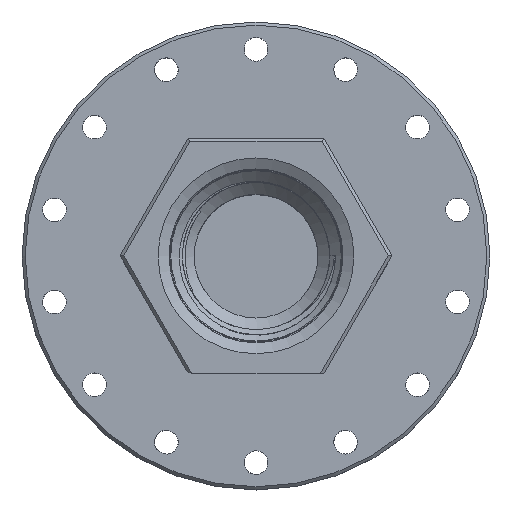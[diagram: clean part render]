
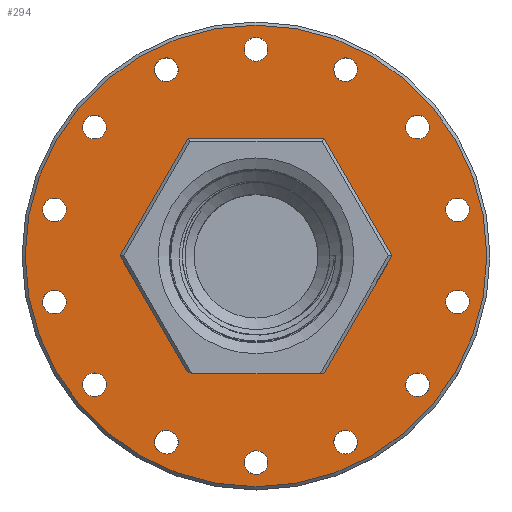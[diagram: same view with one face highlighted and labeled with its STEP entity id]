
A CAD part, top view. The second image highlights one B-rep face of the part: STEP entity #294.
In plain terms, the highlighted planar face has unit normal (0, 0, 1).
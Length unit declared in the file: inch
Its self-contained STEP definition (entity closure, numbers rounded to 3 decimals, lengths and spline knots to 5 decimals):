
#294=ADVANCED_FACE('',(#507,#508,#509,#510,#511,#512,#513,#514,#515,#516,
#517,#518,#519,#520,#521,#522),#411,.F.);
#411=PLANE('',#2142);
#433=LINE('',#2695,#470);
#434=LINE('',#2698,#471);
#435=LINE('',#2700,#472);
#436=LINE('',#2702,#473);
#437=LINE('',#2704,#474);
#438=LINE('',#2706,#475);
#439=LINE('',#2708,#476);
#470=VECTOR('',#2325,1.);
#471=VECTOR('',#2326,1.);
#472=VECTOR('',#2327,1.);
#473=VECTOR('',#2328,1.);
#474=VECTOR('',#2329,1.);
#475=VECTOR('',#2330,1.);
#476=VECTOR('',#2331,1.);
#507=FACE_BOUND('',#844,.T.);
#508=FACE_BOUND('',#845,.T.);
#509=FACE_BOUND('',#846,.T.);
#510=FACE_BOUND('',#847,.T.);
#511=FACE_BOUND('',#848,.T.);
#512=FACE_BOUND('',#849,.T.);
#513=FACE_BOUND('',#850,.T.);
#514=FACE_BOUND('',#851,.T.);
#515=FACE_BOUND('',#852,.T.);
#516=FACE_BOUND('',#853,.T.);
#517=FACE_BOUND('',#854,.T.);
#518=FACE_BOUND('',#855,.T.);
#519=FACE_BOUND('',#856,.T.);
#520=FACE_BOUND('',#857,.T.);
#521=FACE_BOUND('',#858,.T.);
#522=FACE_BOUND('',#859,.T.);
#844=EDGE_LOOP('',(#1205));
#845=EDGE_LOOP('',(#1206));
#846=EDGE_LOOP('',(#1207));
#847=EDGE_LOOP('',(#1208));
#848=EDGE_LOOP('',(#1209));
#849=EDGE_LOOP('',(#1210));
#850=EDGE_LOOP('',(#1211));
#851=EDGE_LOOP('',(#1212));
#852=EDGE_LOOP('',(#1213));
#853=EDGE_LOOP('',(#1214));
#854=EDGE_LOOP('',(#1215));
#855=EDGE_LOOP('',(#1216));
#856=EDGE_LOOP('',(#1217));
#857=EDGE_LOOP('',(#1218));
#858=EDGE_LOOP('',(#1219));
#859=EDGE_LOOP('',(#1220,#1221,#1222,#1223,#1224,#1225,#1226));
#1205=ORIENTED_EDGE('',*,*,#1852,.T.);
#1206=ORIENTED_EDGE('',*,*,#1853,.F.);
#1207=ORIENTED_EDGE('',*,*,#1854,.F.);
#1208=ORIENTED_EDGE('',*,*,#1855,.F.);
#1209=ORIENTED_EDGE('',*,*,#1856,.F.);
#1210=ORIENTED_EDGE('',*,*,#1857,.F.);
#1211=ORIENTED_EDGE('',*,*,#1858,.F.);
#1212=ORIENTED_EDGE('',*,*,#1859,.F.);
#1213=ORIENTED_EDGE('',*,*,#1860,.F.);
#1214=ORIENTED_EDGE('',*,*,#1861,.F.);
#1215=ORIENTED_EDGE('',*,*,#1862,.F.);
#1216=ORIENTED_EDGE('',*,*,#1863,.F.);
#1217=ORIENTED_EDGE('',*,*,#1864,.F.);
#1218=ORIENTED_EDGE('',*,*,#1865,.F.);
#1219=ORIENTED_EDGE('',*,*,#1866,.F.);
#1220=ORIENTED_EDGE('',*,*,#1867,.F.);
#1221=ORIENTED_EDGE('',*,*,#1868,.F.);
#1222=ORIENTED_EDGE('',*,*,#1869,.F.);
#1223=ORIENTED_EDGE('',*,*,#1870,.F.);
#1224=ORIENTED_EDGE('',*,*,#1871,.T.);
#1225=ORIENTED_EDGE('',*,*,#1872,.F.);
#1226=ORIENTED_EDGE('',*,*,#1873,.F.);
#1649=VERTEX_POINT('',#2666);
#1650=VERTEX_POINT('',#2668);
#1651=VERTEX_POINT('',#2670);
#1652=VERTEX_POINT('',#2672);
#1653=VERTEX_POINT('',#2674);
#1654=VERTEX_POINT('',#2676);
#1655=VERTEX_POINT('',#2678);
#1656=VERTEX_POINT('',#2680);
#1657=VERTEX_POINT('',#2682);
#1658=VERTEX_POINT('',#2684);
#1659=VERTEX_POINT('',#2686);
#1660=VERTEX_POINT('',#2688);
#1661=VERTEX_POINT('',#2690);
#1662=VERTEX_POINT('',#2692);
#1663=VERTEX_POINT('',#2694);
#1664=VERTEX_POINT('',#2696);
#1665=VERTEX_POINT('',#2697);
#1666=VERTEX_POINT('',#2699);
#1667=VERTEX_POINT('',#2701);
#1668=VERTEX_POINT('',#2703);
#1669=VERTEX_POINT('',#2705);
#1670=VERTEX_POINT('',#2707);
#1852=EDGE_CURVE('',#1649,#1649,#2074,.T.);
#1853=EDGE_CURVE('',#1650,#1650,#2075,.T.);
#1854=EDGE_CURVE('',#1651,#1651,#2076,.T.);
#1855=EDGE_CURVE('',#1652,#1652,#2077,.T.);
#1856=EDGE_CURVE('',#1653,#1653,#2078,.T.);
#1857=EDGE_CURVE('',#1654,#1654,#2079,.T.);
#1858=EDGE_CURVE('',#1655,#1655,#2080,.T.);
#1859=EDGE_CURVE('',#1656,#1656,#2081,.T.);
#1860=EDGE_CURVE('',#1657,#1657,#2082,.T.);
#1861=EDGE_CURVE('',#1658,#1658,#2083,.T.);
#1862=EDGE_CURVE('',#1659,#1659,#2084,.T.);
#1863=EDGE_CURVE('',#1660,#1660,#2085,.T.);
#1864=EDGE_CURVE('',#1661,#1661,#2086,.T.);
#1865=EDGE_CURVE('',#1662,#1662,#2087,.T.);
#1866=EDGE_CURVE('',#1663,#1663,#2088,.T.);
#1867=EDGE_CURVE('',#1664,#1665,#433,.T.);
#1868=EDGE_CURVE('',#1666,#1664,#434,.T.);
#1869=EDGE_CURVE('',#1667,#1666,#435,.T.);
#1870=EDGE_CURVE('',#1668,#1667,#436,.T.);
#1871=EDGE_CURVE('',#1668,#1669,#437,.T.);
#1872=EDGE_CURVE('',#1670,#1669,#438,.T.);
#1873=EDGE_CURVE('',#1665,#1670,#439,.T.);
#2074=CIRCLE('',#2127,1.455);
#2075=CIRCLE('',#2128,0.07475);
#2076=CIRCLE('',#2129,0.07475);
#2077=CIRCLE('',#2130,0.07475);
#2078=CIRCLE('',#2131,0.07475);
#2079=CIRCLE('',#2132,0.07475);
#2080=CIRCLE('',#2133,0.07475);
#2081=CIRCLE('',#2134,0.07475);
#2082=CIRCLE('',#2135,0.07475);
#2083=CIRCLE('',#2136,0.07475);
#2084=CIRCLE('',#2137,0.07475);
#2085=CIRCLE('',#2138,0.07475);
#2086=CIRCLE('',#2139,0.07475);
#2087=CIRCLE('',#2140,0.07475);
#2088=CIRCLE('',#2141,0.07475);
#2127=AXIS2_PLACEMENT_3D('',#2665,#2295,#2296);
#2128=AXIS2_PLACEMENT_3D('',#2667,#2297,#2298);
#2129=AXIS2_PLACEMENT_3D('',#2669,#2299,#2300);
#2130=AXIS2_PLACEMENT_3D('',#2671,#2301,#2302);
#2131=AXIS2_PLACEMENT_3D('',#2673,#2303,#2304);
#2132=AXIS2_PLACEMENT_3D('',#2675,#2305,#2306);
#2133=AXIS2_PLACEMENT_3D('',#2677,#2307,#2308);
#2134=AXIS2_PLACEMENT_3D('',#2679,#2309,#2310);
#2135=AXIS2_PLACEMENT_3D('',#2681,#2311,#2312);
#2136=AXIS2_PLACEMENT_3D('',#2683,#2313,#2314);
#2137=AXIS2_PLACEMENT_3D('',#2685,#2315,#2316);
#2138=AXIS2_PLACEMENT_3D('',#2687,#2317,#2318);
#2139=AXIS2_PLACEMENT_3D('',#2689,#2319,#2320);
#2140=AXIS2_PLACEMENT_3D('',#2691,#2321,#2322);
#2141=AXIS2_PLACEMENT_3D('',#2693,#2323,#2324);
#2142=AXIS2_PLACEMENT_3D('',#2709,#2332,#2333);
#2295=DIRECTION('',(0.,0.,1.));
#2296=DIRECTION('',(-1.,0.,0.));
#2297=DIRECTION('',(0.,0.,1.));
#2298=DIRECTION('',(0.309,-0.951,0.));
#2299=DIRECTION('',(0.,0.,1.));
#2300=DIRECTION('',(1.,0.,0.));
#2301=DIRECTION('',(0.,0.,1.));
#2302=DIRECTION('',(-0.309,-0.951,0.));
#2303=DIRECTION('',(0.,0.,1.));
#2304=DIRECTION('',(0.809,0.588,0.));
#2305=DIRECTION('',(0.,0.,1.));
#2306=DIRECTION('',(-0.707,-0.707,0.));
#2307=DIRECTION('',(0.,0.,1.));
#2308=DIRECTION('',(0.,-1.,0.));
#2309=DIRECTION('',(0.,0.,1.));
#2310=DIRECTION('',(0.809,-0.588,0.));
#2311=DIRECTION('',(0.,0.,1.));
#2312=DIRECTION('',(0.383,-0.924,0.));
#2313=DIRECTION('',(0.,0.,1.));
#2314=DIRECTION('',(-0.809,0.588,0.));
#2315=DIRECTION('',(0.,0.,1.));
#2316=DIRECTION('',(-0.309,0.951,0.));
#2317=DIRECTION('',(0.,0.,1.));
#2318=DIRECTION('',(0.309,0.951,0.));
#2319=DIRECTION('',(0.,0.,1.));
#2320=DIRECTION('',(-1.,0.,0.));
#2321=DIRECTION('',(0.,0.,1.));
#2322=DIRECTION('',(-0.809,-0.588,0.));
#2323=DIRECTION('',(0.,0.,1.));
#2324=DIRECTION('',(-0.383,-0.924,0.));
#2325=DIRECTION('',(-1.,0.,0.));
#2326=DIRECTION('',(-0.5,0.866,0.));
#2327=DIRECTION('',(0.5,0.866,0.));
#2328=DIRECTION('',(1.,0.,0.));
#2329=DIRECTION('',(-0.866,0.5,0.));
#2330=DIRECTION('',(0.5,-0.866,0.));
#2331=DIRECTION('',(-0.5,-0.866,0.));
#2332=DIRECTION('',(0.,0.,-1.));
#2333=DIRECTION('',(-1.,0.,0.));
#2665=CARTESIAN_POINT('',(0.,0.,11.22854));
#2666=CARTESIAN_POINT('',(-1.455,0.,11.22854));
#2667=CARTESIAN_POINT('',(0.56538,-1.17403,11.22854));
#2668=CARTESIAN_POINT('',(0.58848,-1.24512,11.22854));
#2669=CARTESIAN_POINT('',(0.,1.30307,11.22854));
#2670=CARTESIAN_POINT('',(0.07475,1.30307,11.22854));
#2671=CARTESIAN_POINT('',(0.,-1.30307,11.22854));
#2672=CARTESIAN_POINT('',(-0.0231,-1.37417,11.22854));
#2673=CARTESIAN_POINT('',(-0.56538,1.17403,11.22854));
#2674=CARTESIAN_POINT('',(-0.50491,1.21797,11.22854));
#2675=CARTESIAN_POINT('',(1.2704,-0.28996,11.22854));
#2676=CARTESIAN_POINT('',(1.21755,-0.34282,11.22854));
#2677=CARTESIAN_POINT('',(1.01879,0.81245,11.22854));
#2678=CARTESIAN_POINT('',(1.01879,0.7377,11.22854));
#2679=CARTESIAN_POINT('',(1.01879,-0.81245,11.22854));
#2680=CARTESIAN_POINT('',(1.07926,-0.85639,11.22854));
#2681=CARTESIAN_POINT('',(0.56538,1.17403,11.22854));
#2682=CARTESIAN_POINT('',(0.59399,1.10497,11.22854));
#2683=CARTESIAN_POINT('',(-1.2704,-0.28996,11.22854));
#2684=CARTESIAN_POINT('',(-1.33088,-0.24602,11.22854));
#2685=CARTESIAN_POINT('',(-1.2704,0.28996,11.22854));
#2686=CARTESIAN_POINT('',(-1.2935,0.36105,11.22854));
#2687=CARTESIAN_POINT('',(-1.01879,0.81245,11.22854));
#2688=CARTESIAN_POINT('',(-0.99569,0.88355,11.22854));
#2689=CARTESIAN_POINT('',(-1.01879,-0.81245,11.22854));
#2690=CARTESIAN_POINT('',(-1.09354,-0.81245,11.22854));
#2691=CARTESIAN_POINT('',(-0.56538,-1.17403,11.22854));
#2692=CARTESIAN_POINT('',(-0.62586,-1.21797,11.22854));
#2693=CARTESIAN_POINT('',(1.2704,0.28996,11.22854));
#2694=CARTESIAN_POINT('',(1.2418,0.2209,11.22854));
#2695=CARTESIAN_POINT('',(0.42839,0.742,11.22854));
#2696=CARTESIAN_POINT('',(0.42839,0.742,11.22854));
#2697=CARTESIAN_POINT('',(-0.42839,0.742,11.22854));
#2698=CARTESIAN_POINT('',(0.85679,0.,11.22854));
#2699=CARTESIAN_POINT('',(0.85679,0.,11.22854));
#2700=CARTESIAN_POINT('',(0.42839,-0.742,11.22854));
#2701=CARTESIAN_POINT('',(0.42839,-0.742,11.22854));
#2702=CARTESIAN_POINT('',(-0.42839,-0.742,11.22854));
#2703=CARTESIAN_POINT('',(-0.40839,-0.742,11.22854));
#2704=CARTESIAN_POINT('',(-0.59227,-0.63584,11.22854));
#2705=CARTESIAN_POINT('',(-0.43839,-0.72468,11.22854));
#2706=CARTESIAN_POINT('',(-0.85679,0.,11.22854));
#2707=CARTESIAN_POINT('',(-0.85679,0.,11.22854));
#2708=CARTESIAN_POINT('',(-0.42839,0.742,11.22854));
#2709=CARTESIAN_POINT('',(0.,0.39,11.22854));
